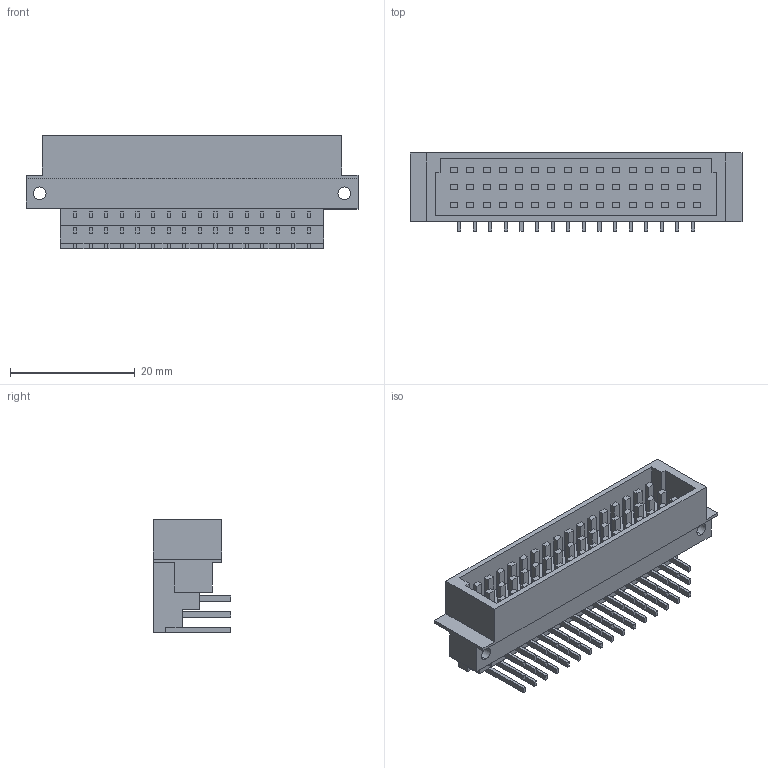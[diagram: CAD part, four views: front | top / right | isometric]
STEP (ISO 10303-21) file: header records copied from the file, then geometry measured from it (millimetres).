
FILE_DESCRIPTION (( 'STEP AP214' ), '1' );
FILE_NAME ('conector48M.STEP', '2019-11-29T19:16:47', ( '' ), ( '' ), 'SwSTEP 2.0', 'SolidWorks 2018', '' );
FILE_SCHEMA (( 'AUTOMOTIVE_DESIGN' ));
Length unit declared in the file: millimetre
Products named in the file (1): conector48M
Bounding box: 53.24 x 12.5 x 18.2 mm (x, y, z)
Volume: 4868.1 mm3; surface area: 6333 mm2
Topology: 1 solids, 1 shells, 610 faces, 1549 edges, 1022 vertices
Faces by surface type: plane 606, cylinder 4
Entity records: 17987 total; most frequent: CARTESIAN_POINT 3182, ORIENTED_EDGE 3098, DIRECTION 2779, EDGE_CURVE 1549, LINE 1541, VECTOR 1541, VERTEX_POINT 1022, EDGE_LOOP 695
